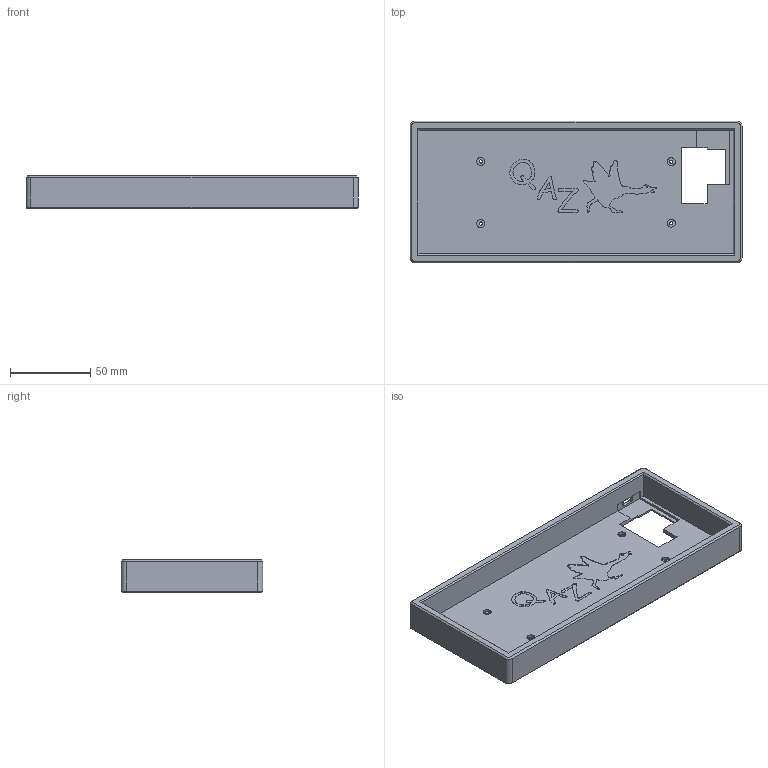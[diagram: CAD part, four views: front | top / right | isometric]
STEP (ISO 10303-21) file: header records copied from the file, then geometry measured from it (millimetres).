
FILE_DESCRIPTION(/* description */ (''),/* implementation_level */ '2;1');
FILE_NAME(/* name */ 'QAZ-Tilt_TOP.step',/* time_stamp */ '2020-08-24T12:42:37-04:00',/* author */ (''),/* organization */ (''),/* preprocessor_version */ 'ST-DEVELOPER v18.1',/* originating_system */ 'Autodesk Translation Framework v9.3.0.1241',/* authorisation */ '');
FILE_SCHEMA (('AUTOMOTIVE_DESIGN { 1 0 10303 214 3 1 1 }'));
Length unit declared in the file: millimetre
Products named in the file (1): Case
Bounding box: 207.4 x 88.35 x 20 mm (x, y, z)
Volume: 96624.2 mm3; surface area: 56233.6 mm2
Topology: 1 solids, 1 shells, 216 faces, 567 edges, 362 vertices
Faces by surface type: bspline 88, plane 71, cylinder 37, torus 16, cone 4
Full cylindrical faces by diameter (mm): 0.858 x1, 2 x4, 5 x4
Entity records: 9667 total; most frequent: CARTESIAN_POINT 4884, ORIENTED_EDGE 1130, DIRECTION 741, EDGE_CURVE 565, VERTEX_POINT 362, LINE 295, VECTOR 295, EDGE_LOOP 239
